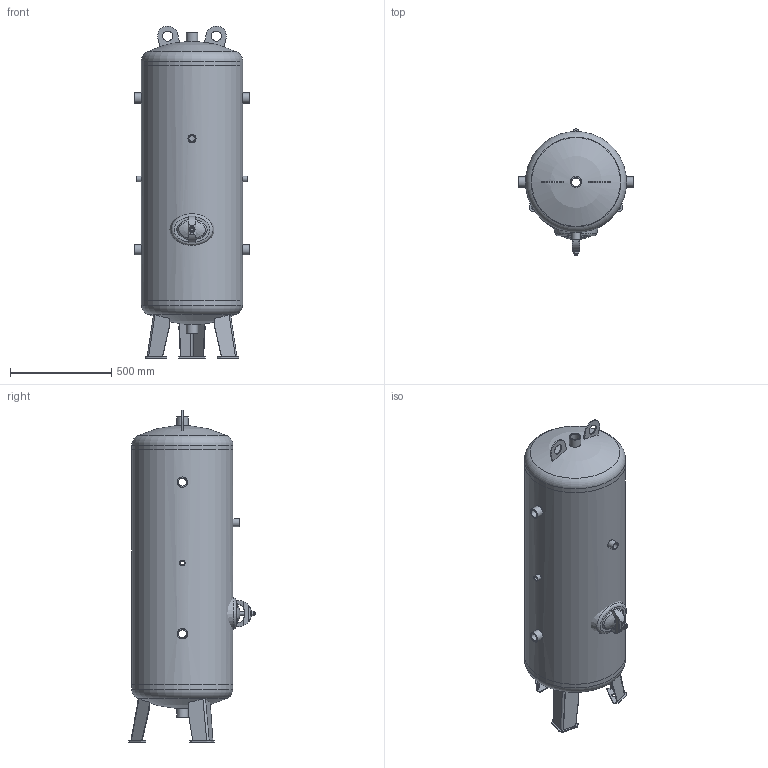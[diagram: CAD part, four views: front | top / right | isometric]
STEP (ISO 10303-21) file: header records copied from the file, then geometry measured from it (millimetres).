
FILE_DESCRIPTION(/* description */ (''),/* implementation_level */ '2;1');
FILE_NAME(/* name */ 'MB 030603-1.250.stp',/* time_stamp */ '2024-02-05T11:57:33+01:00',/* author */ ('m.ebener'),/* organization */ (''),/* preprocessor_version */ 'ST-DEVELOPER v16.1',/* originating_system */ 'Autodesk Inventor 2016',/* authorisation */ '');
FILE_SCHEMA (('AUTOMOTIVE_DESIGN { 1 0 10303 214 3 1 1 }'));
Length unit declared in the file: millimetre
Products named in the file (19): Boden unten; Fußplatte; Fuß; Behälterfuß; Standardmuffe - G 1 1_2; Mantel; Handloch_100x150x8,5; Dichtung; Deckel; Bügel; DIN 125 - A 17; DIN 934 - M16 x 2; Handloch; Standardmuffe - G 1; Standardmuffe - G 1_2; Standardmuffe - G 1 1_4; Boden oben; Tragöse 100mm - Klöpperboden; MB 030603-1.250
Assembly tree (25 placements, depth 3):
  MB 030603-1.250
    Boden unten
    Behälterfuß  x3
      Fußplatte
      Fuß
    Standardmuffe - G 1 1_2  x2
    Mantel
    Handloch
      Handloch_100x150x8,5
      Dichtung
      Deckel
      Bügel
      DIN 125 - A 17
      DIN 934 - M16 x 2
    Standardmuffe - G 1
    Standardmuffe - G 1_2  x2
    Standardmuffe - G 1 1_4  x4
    Boden oben
    Tragöse 100mm - Klöpperboden
Bounding box: 573.34 x 624.9 x 1641.44 mm (x, y, z)
Volume: 13093574.9 mm3; surface area: 5307848.8 mm2
Topology: 26 solids, 26 shells, 246 faces, 603 edges, 403 vertices
Faces by surface type: plane 124, cylinder 85, bspline 21, sphere 7, cone 5, torus 4
Full cylindrical faces by diameter (mm): 8 x3, 13.835 x1, 16 x1, 17 x2, 18.631 x2, 22 x3, 26.9 x4, 30 x1, 30.291 x1, 38.952 x4, 40 x2, 44.845 x2, 50 x2, 51 x8, 57 x4, 490 x3, 500 x3
Entity records: 21227 total; most frequent: CARTESIAN_POINT 17050, DIRECTION 783, ORIENTED_EDGE 710, EDGE_CURVE 355, AXIS2_PLACEMENT_3D 323, VERTEX_POINT 265, EDGE_LOOP 264, FACE_OUTER_BOUND 170
